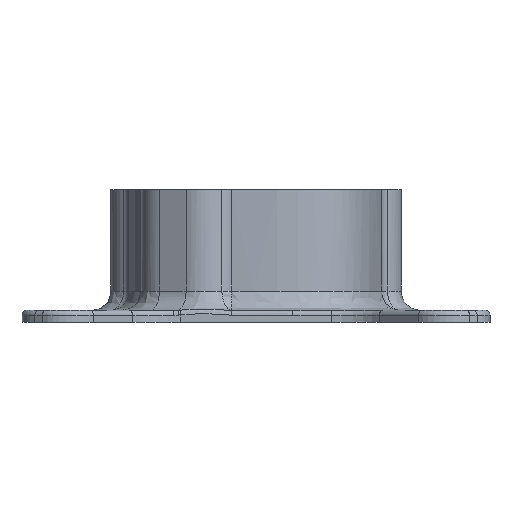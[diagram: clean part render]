
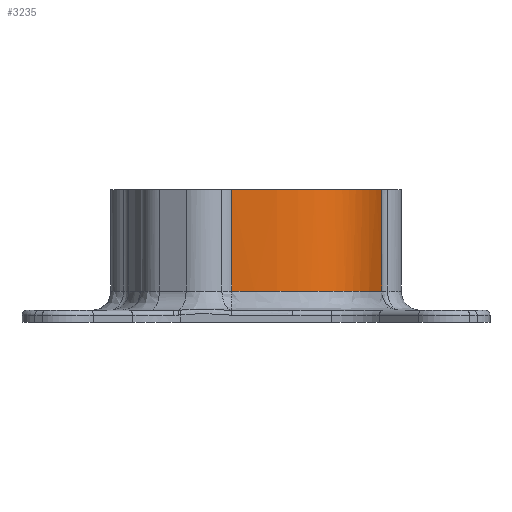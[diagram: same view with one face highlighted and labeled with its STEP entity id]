
A CAD part, left-side view. The second image highlights one B-rep face of the part: STEP entity #3235.
In plain terms, the highlighted free-form (B-spline) face has degree [3, 1] with [19, 2] control points.
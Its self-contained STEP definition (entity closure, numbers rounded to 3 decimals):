
#74=B_SPLINE_CURVE_WITH_KNOTS('',3,(#4883,#4884,#4885,#4886,#4887,#4888,
#4889,#4890,#4891,#4892,#4893,#4894,#4895,#4896,#4897,#4898,#4899),
 .UNSPECIFIED.,.F.,.F.,(4,2,2,2,2,1,2,1,1,4),(0.,1.075,
2.017,2.74,3.407,4.064,4.721,
4.832,4.888,4.943),.UNSPECIFIED.);
#139=B_SPLINE_CURVE_WITH_KNOTS('',3,(#6258,#6259,#6260,#6261,#6262,#6263,
#6264,#6265,#6266,#6267,#6268,#6269,#6270,#6271,#6272,#6273,#6274,#6275,
#6276),.UNSPECIFIED.,.F.,.F.,(4,3,3,3,3,3,4),(-5.908,-5.669,
-4.554,-3.806,-2.585,-1.416,
-0.403),.UNSPECIFIED.);
#342=B_SPLINE_SURFACE_WITH_KNOTS('',3,1,((#9437,#9438),(#9439,#9440),(#9441,
#9442),(#9443,#9444),(#9445,#9446),(#9447,#9448),(#9449,#9450),(#9451,#9452),
(#9453,#9454),(#9455,#9456),(#9457,#9458),(#9459,#9460),(#9461,#9462),(#9463,
#9464),(#9465,#9466),(#9467,#9468),(#9469,#9470),(#9471,#9472),(#9473,#9474)),
 .UNSPECIFIED.,.F.,.F.,.F.,(4,3,3,3,3,3,4),(2,2),(-5.908,-5.669,
-4.554,-3.806,-2.585,-1.416,
-0.403),(0.,2.5),.UNSPECIFIED.);
#478=LINE('',#9276,#642);
#488=LINE('',#9436,#652);
#642=VECTOR('',#4040,10.);
#652=VECTOR('',#4054,10.);
#897=FACE_OUTER_BOUND('',#1102,.T.);
#1102=EDGE_LOOP('',(#2881,#2882,#2883,#2884));
#1364=VERTEX_POINT('',#4862);
#1365=VERTEX_POINT('',#4882);
#1460=VERTEX_POINT('',#6256);
#1461=VERTEX_POINT('',#6257);
#1704=EDGE_CURVE('',#1364,#1365,#74,.T.);
#1858=EDGE_CURVE('',#1460,#1461,#139,.T.);
#2001=EDGE_CURVE('',#1365,#1460,#478,.T.);
#2011=EDGE_CURVE('',#1364,#1461,#488,.T.);
#2881=ORIENTED_EDGE('',*,*,#1704,.F.);
#2882=ORIENTED_EDGE('',*,*,#2011,.T.);
#2883=ORIENTED_EDGE('',*,*,#1858,.F.);
#2884=ORIENTED_EDGE('',*,*,#2001,.F.);
#3235=ADVANCED_FACE('',(#897),#342,.T.);
#4040=DIRECTION('',(0.,0.,1.));
#4054=DIRECTION('',(0.,0.,1.));
#4862=CARTESIAN_POINT('',(-12.024,-26.038,6.5));
#4882=CARTESIAN_POINT('',(-33.985,5.02,6.5));
#4883=CARTESIAN_POINT('Ctrl Pts',(-12.024,-26.038,6.5));
#4884=CARTESIAN_POINT('Ctrl Pts',(-15.342,-25.359,6.5));
#4885=CARTESIAN_POINT('Ctrl Pts',(-18.616,-24.437,6.5));
#4886=CARTESIAN_POINT('Ctrl Pts',(-24.298,-22.117,6.5));
#4887=CARTESIAN_POINT('Ctrl Pts',(-26.724,-20.79,6.5));
#4888=CARTESIAN_POINT('Ctrl Pts',(-30.09,-17.838,6.5));
#4889=CARTESIAN_POINT('Ctrl Pts',(-31.23,-16.357,6.5));
#4890=CARTESIAN_POINT('Ctrl Pts',(-32.835,-13.065,6.5));
#4891=CARTESIAN_POINT('Ctrl Pts',(-33.374,-11.205,6.5));
#4892=CARTESIAN_POINT('Ctrl Pts',(-34.062,-7.424,6.5));
#4893=CARTESIAN_POINT('Ctrl Pts',(-34.387,-3.386,6.5));
#4894=CARTESIAN_POINT('Ctrl Pts',(-34.263,0.785,6.5));
#4895=CARTESIAN_POINT('Ctrl Pts',(-34.116,3.238,6.5));
#4896=CARTESIAN_POINT('Ctrl Pts',(-34.081,3.769,6.5));
#4897=CARTESIAN_POINT('Ctrl Pts',(-34.028,4.484,6.5));
#4898=CARTESIAN_POINT('Ctrl Pts',(-34.,4.835,6.5));
#4899=CARTESIAN_POINT('Ctrl Pts',(-33.985,5.02,6.5));
#6256=CARTESIAN_POINT('',(-33.985,5.02,27.5));
#6257=CARTESIAN_POINT('',(-12.024,-26.038,27.5));
#6258=CARTESIAN_POINT('Ctrl Pts',(-33.985,5.02,27.5));
#6259=CARTESIAN_POINT('Ctrl Pts',(-34.039,4.369,27.5));
#6260=CARTESIAN_POINT('Ctrl Pts',(-34.091,3.651,27.5));
#6261=CARTESIAN_POINT('Ctrl Pts',(-34.137,2.885,27.5));
#6262=CARTESIAN_POINT('Ctrl Pts',(-34.353,-0.701,27.5));
#6263=CARTESIAN_POINT('Ctrl Pts',(-34.444,-5.324,27.5));
#6264=CARTESIAN_POINT('Ctrl Pts',(-33.722,-9.296,27.5));
#6265=CARTESIAN_POINT('Ctrl Pts',(-33.242,-11.933,27.5));
#6266=CARTESIAN_POINT('Ctrl Pts',(-32.549,-13.652,27.5));
#6267=CARTESIAN_POINT('Ctrl Pts',(-32.065,-14.645,27.5));
#6268=CARTESIAN_POINT('Ctrl Pts',(-31.275,-16.266,27.5));
#6269=CARTESIAN_POINT('Ctrl Pts',(-30.162,-17.773,27.5));
#6270=CARTESIAN_POINT('Ctrl Pts',(-28.631,-19.117,27.5));
#6271=CARTESIAN_POINT('Ctrl Pts',(-27.169,-20.4,27.5));
#6272=CARTESIAN_POINT('Ctrl Pts',(-25.02,-21.82,27.5));
#6273=CARTESIAN_POINT('Ctrl Pts',(-21.649,-23.199,27.5));
#6274=CARTESIAN_POINT('Ctrl Pts',(-18.724,-24.396,27.5));
#6275=CARTESIAN_POINT('Ctrl Pts',(-15.426,-25.341,27.5));
#6276=CARTESIAN_POINT('Ctrl Pts',(-12.024,-26.038,27.5));
#9276=CARTESIAN_POINT('',(-33.985,5.02,2.5));
#9436=CARTESIAN_POINT('',(-12.024,-26.038,2.5));
#9437=CARTESIAN_POINT('Ctrl Pts',(-33.985,5.02,2.5));
#9438=CARTESIAN_POINT('Ctrl Pts',(-33.985,5.02,27.5));
#9439=CARTESIAN_POINT('Ctrl Pts',(-34.039,4.369,2.5));
#9440=CARTESIAN_POINT('Ctrl Pts',(-34.039,4.369,27.5));
#9441=CARTESIAN_POINT('Ctrl Pts',(-34.091,3.651,2.5));
#9442=CARTESIAN_POINT('Ctrl Pts',(-34.091,3.651,27.5));
#9443=CARTESIAN_POINT('Ctrl Pts',(-34.137,2.885,2.5));
#9444=CARTESIAN_POINT('Ctrl Pts',(-34.137,2.885,27.5));
#9445=CARTESIAN_POINT('Ctrl Pts',(-34.353,-0.701,2.5));
#9446=CARTESIAN_POINT('Ctrl Pts',(-34.353,-0.701,27.5));
#9447=CARTESIAN_POINT('Ctrl Pts',(-34.444,-5.324,2.5));
#9448=CARTESIAN_POINT('Ctrl Pts',(-34.444,-5.324,27.5));
#9449=CARTESIAN_POINT('Ctrl Pts',(-33.722,-9.296,2.5));
#9450=CARTESIAN_POINT('Ctrl Pts',(-33.722,-9.296,27.5));
#9451=CARTESIAN_POINT('Ctrl Pts',(-33.242,-11.933,2.5));
#9452=CARTESIAN_POINT('Ctrl Pts',(-33.242,-11.933,27.5));
#9453=CARTESIAN_POINT('Ctrl Pts',(-32.549,-13.652,2.5));
#9454=CARTESIAN_POINT('Ctrl Pts',(-32.549,-13.652,27.5));
#9455=CARTESIAN_POINT('Ctrl Pts',(-32.065,-14.645,2.5));
#9456=CARTESIAN_POINT('Ctrl Pts',(-32.065,-14.645,27.5));
#9457=CARTESIAN_POINT('Ctrl Pts',(-31.275,-16.266,2.5));
#9458=CARTESIAN_POINT('Ctrl Pts',(-31.275,-16.266,27.5));
#9459=CARTESIAN_POINT('Ctrl Pts',(-30.162,-17.773,2.5));
#9460=CARTESIAN_POINT('Ctrl Pts',(-30.162,-17.773,27.5));
#9461=CARTESIAN_POINT('Ctrl Pts',(-28.631,-19.117,2.5));
#9462=CARTESIAN_POINT('Ctrl Pts',(-28.631,-19.117,27.5));
#9463=CARTESIAN_POINT('Ctrl Pts',(-27.169,-20.4,2.5));
#9464=CARTESIAN_POINT('Ctrl Pts',(-27.169,-20.4,27.5));
#9465=CARTESIAN_POINT('Ctrl Pts',(-25.02,-21.82,2.5));
#9466=CARTESIAN_POINT('Ctrl Pts',(-25.02,-21.82,27.5));
#9467=CARTESIAN_POINT('Ctrl Pts',(-21.649,-23.199,2.5));
#9468=CARTESIAN_POINT('Ctrl Pts',(-21.649,-23.199,27.5));
#9469=CARTESIAN_POINT('Ctrl Pts',(-18.724,-24.396,2.5));
#9470=CARTESIAN_POINT('Ctrl Pts',(-18.724,-24.396,27.5));
#9471=CARTESIAN_POINT('Ctrl Pts',(-15.426,-25.341,2.5));
#9472=CARTESIAN_POINT('Ctrl Pts',(-15.426,-25.341,27.5));
#9473=CARTESIAN_POINT('Ctrl Pts',(-12.024,-26.038,2.5));
#9474=CARTESIAN_POINT('Ctrl Pts',(-12.024,-26.038,27.5));
